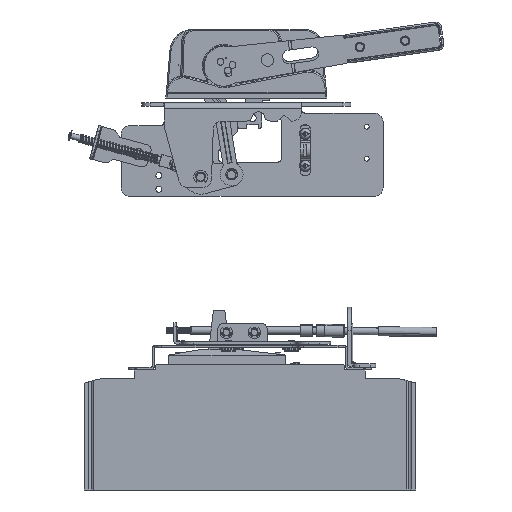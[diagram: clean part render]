
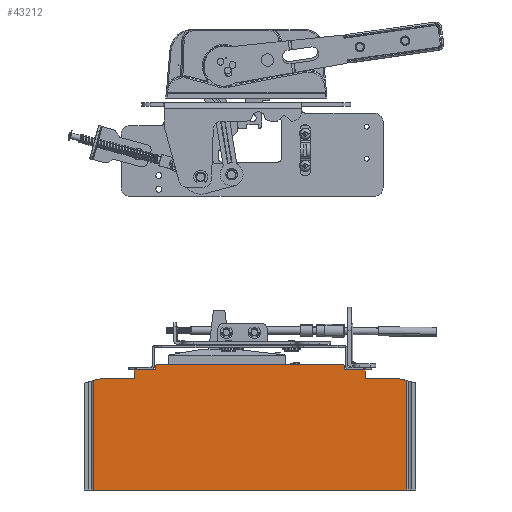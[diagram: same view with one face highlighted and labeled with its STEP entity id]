
A CAD part, left-side view. The second image highlights one B-rep face of the part: STEP entity #43212.
In plain terms, the highlighted face is planar.
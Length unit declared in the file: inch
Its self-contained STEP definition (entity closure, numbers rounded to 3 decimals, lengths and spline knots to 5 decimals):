
#51 = CARTESIAN_POINT ( 'NONE',  ( -3.97638, 0., -2.75591 ) ) ;
#4019 = VECTOR ( 'NONE', #113238, 39.37008 ) ;
#4095 = ORIENTED_EDGE ( 'NONE', *, *, #67787, .T. ) ;
#6205 = PLANE ( 'NONE',  #13509 ) ;
#6504 = VERTEX_POINT ( 'NONE', #150602 ) ;
#7433 = CARTESIAN_POINT ( 'NONE',  ( 5.70866, 4.33071, -2.75591 ) ) ;
#10378 = DIRECTION ( 'NONE',  ( -1., 0., 0. ) ) ;
#13252 = CARTESIAN_POINT ( 'NONE',  ( -5.11811, 3.83858, -2.75591 ) ) ;
#13509 = AXIS2_PLACEMENT_3D ( 'NONE', #70148, #116332, #19970 ) ;
#14735 = CARTESIAN_POINT ( 'NONE',  ( -3.97638, 4.13386, -2.75591 ) ) ;
#15715 = CARTESIAN_POINT ( 'NONE',  ( -5.37451, 0., -2.75591 ) ) ;
#19970 = DIRECTION ( 'NONE',  ( -1., 0., 0. ) ) ;
#20811 = EDGE_CURVE ( 'NONE', #131971, #33944, #120507, .T. ) ;
#21311 = VERTEX_POINT ( 'NONE', #14735 ) ;
#24249 = CARTESIAN_POINT ( 'NONE',  ( -5.37451, 3.83858, -2.75591 ) ) ;
#25515 = LINE ( 'NONE', #36871, #43263 ) ;
#25953 = DIRECTION ( 'NONE',  ( 0., 1., 0. ) ) ;
#28193 = CARTESIAN_POINT ( 'NONE',  ( 5.37451, 0., -2.75591 ) ) ;
#30541 = EDGE_CURVE ( 'NONE', #49517, #54996, #51200, .T. ) ;
#33944 = VERTEX_POINT ( 'NONE', #15715 ) ;
#34835 = VERTEX_POINT ( 'NONE', #138393 ) ;
#34884 = DIRECTION ( 'NONE',  ( 1., 0., 0. ) ) ;
#35438 = CARTESIAN_POINT ( 'NONE',  ( 0., 0., -2.75591 ) ) ;
#36665 = EDGE_CURVE ( 'NONE', #134111, #109168, #39513, .T. ) ;
#36871 = CARTESIAN_POINT ( 'NONE',  ( 3.26772, 0., -2.75591 ) ) ;
#36939 = CARTESIAN_POINT ( 'NONE',  ( 5.70866, 4.13386, -2.75591 ) ) ;
#37113 = VERTEX_POINT ( 'NONE', #13252 ) ;
#37743 = DIRECTION ( 'NONE',  ( 1., 0., 0. ) ) ;
#38188 = DIRECTION ( 'NONE',  ( 0.966, -0.258, 0. ) ) ;
#38265 = DIRECTION ( 'NONE',  ( 1., 0., 0. ) ) ;
#38725 = EDGE_CURVE ( 'NONE', #53121, #37113, #158270, .T. ) ;
#39513 = LINE ( 'NONE', #40312, #105407 ) ;
#39778 = LINE ( 'NONE', #89964, #137245 ) ;
#40312 = CARTESIAN_POINT ( 'NONE',  ( 5.70866, 4.13386, -2.75591 ) ) ;
#43212 = ADVANCED_FACE ( 'NONE', ( #128485 ), #6205, .T. ) ;
#43263 = VECTOR ( 'NONE', #134849, 39.37008 ) ;
#44147 = VECTOR ( 'NONE', #92242, 39.37008 ) ;
#44358 = DIRECTION ( 'NONE',  ( 0., -1., 0. ) ) ;
#47662 = EDGE_CURVE ( 'NONE', #82584, #34835, #83958, .T. ) ;
#47702 = VECTOR ( 'NONE', #72612, 39.37008 ) ;
#47772 = VECTOR ( 'NONE', #117758, 39.37008 ) ;
#49007 = VECTOR ( 'NONE', #72433, 39.37008 ) ;
#49343 = ORIENTED_EDGE ( 'NONE', *, *, #20811, .T. ) ;
#49517 = VERTEX_POINT ( 'NONE', #57276 ) ;
#51200 = LINE ( 'NONE', #149189, #123491 ) ;
#51790 = EDGE_CURVE ( 'NONE', #142585, #81684, #88146, .T. ) ;
#53121 = VERTEX_POINT ( 'NONE', #140155 ) ;
#53822 = LINE ( 'NONE', #89438, #47772 ) ;
#54996 = VERTEX_POINT ( 'NONE', #79874 ) ;
#55396 = EDGE_CURVE ( 'NONE', #142585, #134111, #25515, .T. ) ;
#57276 = CARTESIAN_POINT ( 'NONE',  ( 3.97638, 3.83858, -2.75591 ) ) ;
#58312 = VECTOR ( 'NONE', #34884, 39.37008 ) ;
#63029 = DIRECTION ( 'NONE',  ( 1., 0., 0. ) ) ;
#64394 = CARTESIAN_POINT ( 'NONE',  ( -3.26772, 4.13386, -2.75591 ) ) ;
#65510 = ORIENTED_EDGE ( 'NONE', *, *, #133631, .T. ) ;
#67316 = CARTESIAN_POINT ( 'NONE',  ( 3.22835, 4.33071, -2.75591 ) ) ;
#67787 = EDGE_CURVE ( 'NONE', #37113, #124394, #152197, .T. ) ;
#70148 = CARTESIAN_POINT ( 'NONE',  ( 5.70866, 0., -2.75591 ) ) ;
#71551 = CARTESIAN_POINT ( 'NONE',  ( 5.37451, 0., -2.75591 ) ) ;
#71697 = ORIENTED_EDGE ( 'NONE', *, *, #131254, .T. ) ;
#71906 = ORIENTED_EDGE ( 'NONE', *, *, #47662, .F. ) ;
#72042 = LINE ( 'NONE', #24249, #86778 ) ;
#72433 = DIRECTION ( 'NONE',  ( 0.966, 0.258, 0. ) ) ;
#72612 = DIRECTION ( 'NONE',  ( -0.707, -0.707, 0. ) ) ;
#72661 = ORIENTED_EDGE ( 'NONE', *, *, #97712, .T. ) ;
#74971 = EDGE_CURVE ( 'NONE', #148912, #34835, #53822, .T. ) ;
#76778 = LINE ( 'NONE', #28193, #4019 ) ;
#79874 = CARTESIAN_POINT ( 'NONE',  ( 5.11811, 3.83858, -2.75591 ) ) ;
#81684 = VERTEX_POINT ( 'NONE', #67316 ) ;
#82584 = VERTEX_POINT ( 'NONE', #113537 ) ;
#83958 = LINE ( 'NONE', #110681, #47702 ) ;
#84320 = VECTOR ( 'NONE', #37743, 39.37008 ) ;
#85248 = ORIENTED_EDGE ( 'NONE', *, *, #51790, .F. ) ;
#86778 = VECTOR ( 'NONE', #121432, 39.37008 ) ;
#87181 = VECTOR ( 'NONE', #25953, 39.37008 ) ;
#88146 = LINE ( 'NONE', #149706, #158949 ) ;
#89438 = CARTESIAN_POINT ( 'NONE',  ( -3.26772, 0., -2.75591 ) ) ;
#89580 = EDGE_CURVE ( 'NONE', #33944, #53121, #72042, .T. ) ;
#89708 = EDGE_CURVE ( 'NONE', #6504, #131971, #76778, .T. ) ;
#89964 = CARTESIAN_POINT ( 'NONE',  ( 5.11811, 3.83858, -2.75591 ) ) ;
#92242 = DIRECTION ( 'NONE',  ( 1., 0., 0. ) ) ;
#92294 = ORIENTED_EDGE ( 'NONE', *, *, #136772, .T. ) ;
#92786 = ORIENTED_EDGE ( 'NONE', *, *, #89708, .T. ) ;
#94103 = ORIENTED_EDGE ( 'NONE', *, *, #38725, .T. ) ;
#95008 = CARTESIAN_POINT ( 'NONE',  ( -3.97638, 3.83858, -2.75591 ) ) ;
#96361 = CARTESIAN_POINT ( 'NONE',  ( 3.26772, 4.29134, -2.75591 ) ) ;
#97712 = EDGE_CURVE ( 'NONE', #54996, #6504, #39778, .T. ) ;
#100590 = ORIENTED_EDGE ( 'NONE', *, *, #74971, .T. ) ;
#105407 = VECTOR ( 'NONE', #63029, 39.37008 ) ;
#105811 = ORIENTED_EDGE ( 'NONE', *, *, #30541, .T. ) ;
#107840 = EDGE_CURVE ( 'NONE', #21311, #148912, #122801, .T. ) ;
#109168 = VERTEX_POINT ( 'NONE', #115454 ) ;
#110021 = CARTESIAN_POINT ( 'NONE',  ( 3.26772, 4.13386, -2.75591 ) ) ;
#110159 = ORIENTED_EDGE ( 'NONE', *, *, #36665, .T. ) ;
#110198 = ORIENTED_EDGE ( 'NONE', *, *, #89580, .T. ) ;
#110681 = CARTESIAN_POINT ( 'NONE',  ( -3.24803, 4.31102, -2.75591 ) ) ;
#113238 = DIRECTION ( 'NONE',  ( 0., -1., 0. ) ) ;
#113537 = CARTESIAN_POINT ( 'NONE',  ( -3.22835, 4.33071, -2.75591 ) ) ;
#113763 = VECTOR ( 'NONE', #44358, 39.37008 ) ;
#115454 = CARTESIAN_POINT ( 'NONE',  ( 3.97638, 4.13386, -2.75591 ) ) ;
#116332 = DIRECTION ( 'NONE',  ( 0., 0., -1. ) ) ;
#117758 = DIRECTION ( 'NONE',  ( 0., 1., 0. ) ) ;
#120507 = LINE ( 'NONE', #35438, #142373 ) ;
#120925 = EDGE_LOOP ( 'NONE', ( #110198, #94103, #4095, #65510, #145461, #100590, #71906, #71697, #85248, #129679, #110159, #92294, #105811, #72661, #92786, #49343 ) ) ;
#121432 = DIRECTION ( 'NONE',  ( 0., 1., 0. ) ) ;
#122801 = LINE ( 'NONE', #36939, #84320 ) ;
#123491 = VECTOR ( 'NONE', #38265, 39.37008 ) ;
#124394 = VERTEX_POINT ( 'NONE', #95008 ) ;
#126215 = DIRECTION ( 'NONE',  ( -0.707, 0.707, 0. ) ) ;
#128485 = FACE_OUTER_BOUND ( 'NONE', #120925, .T. ) ;
#129384 = LINE ( 'NONE', #157677, #113763 ) ;
#129679 = ORIENTED_EDGE ( 'NONE', *, *, #55396, .T. ) ;
#131254 = EDGE_CURVE ( 'NONE', #82584, #81684, #142654, .T. ) ;
#131971 = VERTEX_POINT ( 'NONE', #71551 ) ;
#133631 = EDGE_CURVE ( 'NONE', #124394, #21311, #146669, .T. ) ;
#134111 = VERTEX_POINT ( 'NONE', #110021 ) ;
#134782 = CARTESIAN_POINT ( 'NONE',  ( -5.37451, 3.77021, -2.75591 ) ) ;
#134849 = DIRECTION ( 'NONE',  ( 0., -1., 0. ) ) ;
#136772 = EDGE_CURVE ( 'NONE', #109168, #49517, #129384, .T. ) ;
#137245 = VECTOR ( 'NONE', #38188, 39.37008 ) ;
#138393 = CARTESIAN_POINT ( 'NONE',  ( -3.26772, 4.29134, -2.75591 ) ) ;
#140155 = CARTESIAN_POINT ( 'NONE',  ( -5.37451, 3.77021, -2.75591 ) ) ;
#142373 = VECTOR ( 'NONE', #10378, 39.37008 ) ;
#142585 = VERTEX_POINT ( 'NONE', #96361 ) ;
#142654 = LINE ( 'NONE', #7433, #58312 ) ;
#145461 = ORIENTED_EDGE ( 'NONE', *, *, #107840, .T. ) ;
#146669 = LINE ( 'NONE', #51, #87181 ) ;
#148912 = VERTEX_POINT ( 'NONE', #64394 ) ;
#149189 = CARTESIAN_POINT ( 'NONE',  ( 5.70866, 3.83858, -2.75591 ) ) ;
#149706 = CARTESIAN_POINT ( 'NONE',  ( 3.24803, 4.31102, -2.75591 ) ) ;
#150602 = CARTESIAN_POINT ( 'NONE',  ( 5.37451, 3.77021, -2.75591 ) ) ;
#152197 = LINE ( 'NONE', #154589, #44147 ) ;
#154589 = CARTESIAN_POINT ( 'NONE',  ( 5.70866, 3.83858, -2.75591 ) ) ;
#157677 = CARTESIAN_POINT ( 'NONE',  ( 3.97638, 0., -2.75591 ) ) ;
#158270 = LINE ( 'NONE', #134782, #49007 ) ;
#158949 = VECTOR ( 'NONE', #126215, 39.37008 ) ;
